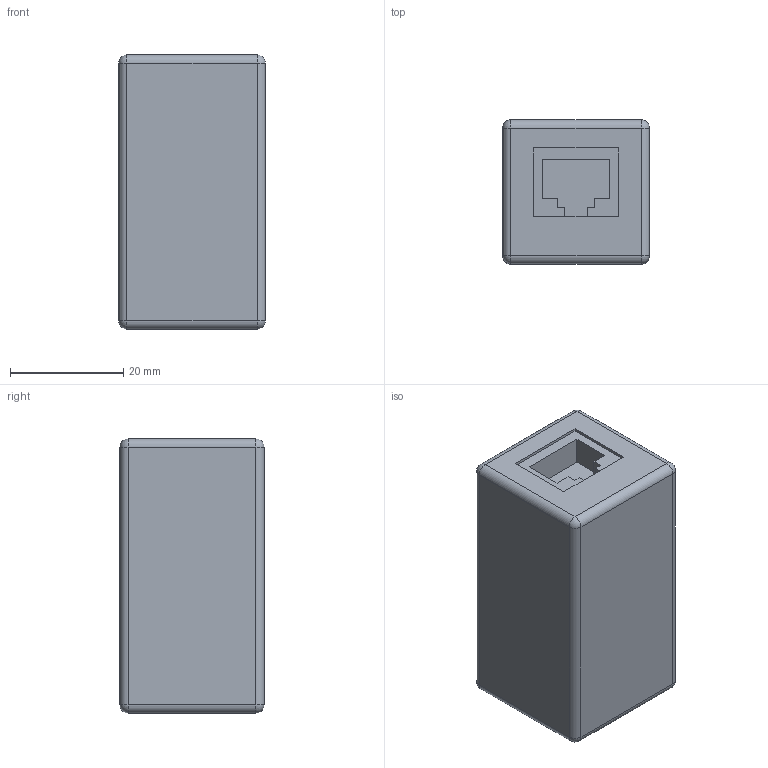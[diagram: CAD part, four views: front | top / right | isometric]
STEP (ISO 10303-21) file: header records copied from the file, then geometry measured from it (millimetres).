
FILE_DESCRIPTION (( 'STEP AP203' ), '1' );
FILE_NAME ('CS70-1C5EU ITK Ïðîõîäíîé àäàïòåð êàò.5E UTP, òèï RJ45-RJ45, áåëûé.STEP', '2016-09-29T07:21:09', ( '' ), ( '' ), 'SwSTEP 2.0', 'SolidWorks 2014', '' );
FILE_SCHEMA (( 'CONFIG_CONTROL_DESIGN' ));
Length unit declared in the file: millimetre
Products named in the file (2): CS70-1C5EU ITK Ïðîõîäíîé àäàïòåð êàò.5E UTP, òèï RJ45-RJ45, áåëûé
Bounding box: 26 x 25.5 x 48.5 mm (x, y, z)
Volume: 30532.8 mm3; surface area: 6609.7 mm2
Topology: 1 solids, 1 shells, 69 faces, 176 edges, 104 vertices
Faces by surface type: plane 45, cylinder 16, sphere 8
Entity records: 2137 total; most frequent: CARTESIAN_POINT 343, DIRECTION 342, ORIENTED_EDGE 336, EDGE_CURVE 168, VECTOR 136, LINE 136, VERTEX_POINT 104, AXIS2_PLACEMENT_3D 103
